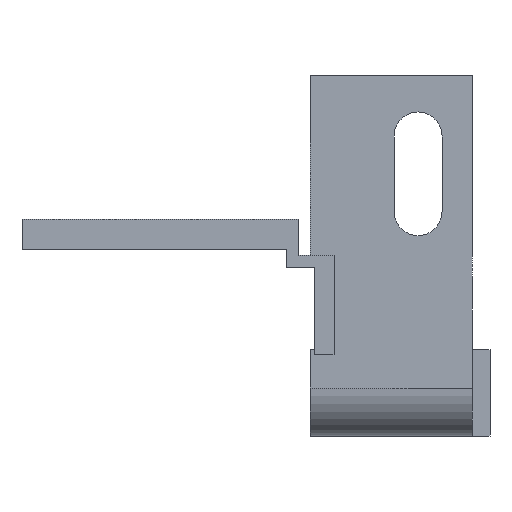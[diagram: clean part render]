
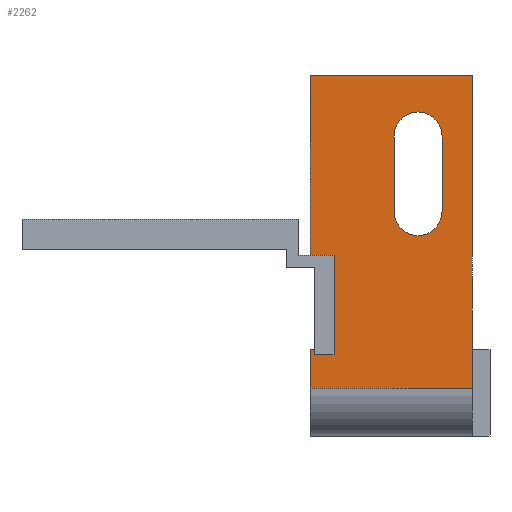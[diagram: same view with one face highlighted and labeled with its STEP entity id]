
A CAD part, left-side view. The second image highlights one B-rep face of the part: STEP entity #2262.
In plain terms, the highlighted planar face has unit normal (-1, 0, 0).
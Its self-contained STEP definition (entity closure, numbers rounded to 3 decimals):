
#39=FACE_BOUND('',#250,.T.);
#56=CIRCLE('',#2392,2.);
#60=CIRCLE('',#2400,2.);
#128=FACE_OUTER_BOUND('',#249,.T.);
#249=EDGE_LOOP('',(#1660,#1661,#1662,#1663,#1664,#1665,#1666,#1667));
#250=EDGE_LOOP('',(#1668,#1669,#1670,#1671));
#353=LINE('',#3153,#649);
#361=LINE('',#3180,#657);
#373=LINE('',#3208,#669);
#400=LINE('',#3267,#696);
#402=LINE('',#3273,#698);
#405=LINE('',#3278,#701);
#415=LINE('',#3296,#711);
#438=LINE('',#3348,#734);
#445=LINE('',#3360,#741);
#446=LINE('',#3362,#742);
#649=VECTOR('',#2549,10.);
#657=VECTOR('',#2579,10.);
#669=VECTOR('',#2603,10.);
#696=VECTOR('',#2650,10.);
#698=VECTOR('',#2654,10.);
#701=VECTOR('',#2659,10.);
#711=VECTOR('',#2675,10.);
#734=VECTOR('',#2716,10.);
#741=VECTOR('',#2731,10.);
#742=VECTOR('',#2734,10.);
#945=VERTEX_POINT('',#3150);
#946=VERTEX_POINT('',#3152);
#950=VERTEX_POINT('',#3164);
#954=VERTEX_POINT('',#3179);
#963=VERTEX_POINT('',#3205);
#964=VERTEX_POINT('',#3207);
#984=VERTEX_POINT('',#3261);
#986=VERTEX_POINT('',#3265);
#987=VERTEX_POINT('',#3269);
#989=VERTEX_POINT('',#3272);
#995=VERTEX_POINT('',#3295);
#1015=VERTEX_POINT('',#3346);
#1160=EDGE_CURVE('',#946,#945,#353,.T.);
#1166=EDGE_CURVE('',#950,#946,#56,.T.);
#1174=EDGE_CURVE('',#954,#950,#361,.T.);
#1177=EDGE_CURVE('',#945,#954,#60,.T.);
#1188=EDGE_CURVE('',#964,#963,#373,.T.);
#1217=EDGE_CURVE('',#984,#986,#400,.T.);
#1219=EDGE_CURVE('',#989,#987,#402,.T.);
#1222=EDGE_CURVE('',#986,#989,#405,.T.);
#1232=EDGE_CURVE('',#984,#995,#415,.T.);
#1259=EDGE_CURVE('',#1015,#987,#438,.T.);
#1266=EDGE_CURVE('',#964,#1015,#445,.T.);
#1267=EDGE_CURVE('',#995,#963,#446,.T.);
#1660=ORIENTED_EDGE('',*,*,#1219,.T.);
#1661=ORIENTED_EDGE('',*,*,#1259,.F.);
#1662=ORIENTED_EDGE('',*,*,#1266,.F.);
#1663=ORIENTED_EDGE('',*,*,#1188,.T.);
#1664=ORIENTED_EDGE('',*,*,#1267,.F.);
#1665=ORIENTED_EDGE('',*,*,#1232,.F.);
#1666=ORIENTED_EDGE('',*,*,#1217,.T.);
#1667=ORIENTED_EDGE('',*,*,#1222,.T.);
#1668=ORIENTED_EDGE('',*,*,#1174,.T.);
#1669=ORIENTED_EDGE('',*,*,#1166,.T.);
#1670=ORIENTED_EDGE('',*,*,#1160,.T.);
#1671=ORIENTED_EDGE('',*,*,#1177,.T.);
#2153=PLANE('',#2432);
#2262=ADVANCED_FACE('',(#128,#39),#2153,.T.);
#2392=AXIS2_PLACEMENT_3D('',#3165,#2562,#2563);
#2400=AXIS2_PLACEMENT_3D('',#3184,#2585,#2586);
#2432=AXIS2_PLACEMENT_3D('',#3361,#2732,#2733);
#2549=DIRECTION('',(0.,0.,-1.));
#2562=DIRECTION('center_axis',(1.,0.,0.));
#2563=DIRECTION('ref_axis',(0.,-1.,0.));
#2579=DIRECTION('',(0.,0.,1.));
#2585=DIRECTION('center_axis',(1.,0.,0.));
#2586=DIRECTION('ref_axis',(0.,1.,0.));
#2603=DIRECTION('',(0.,0.,1.));
#2650=DIRECTION('',(0.,-1.,0.));
#2654=DIRECTION('',(0.,1.,0.));
#2659=DIRECTION('',(0.,0.,-1.));
#2675=DIRECTION('',(0.,0.,1.));
#2716=DIRECTION('',(0.,0.,1.));
#2731=DIRECTION('',(0.,1.,0.));
#2732=DIRECTION('center_axis',(-1.,0.,0.));
#2733=DIRECTION('ref_axis',(0.,-1.,0.));
#2734=DIRECTION('',(0.,-1.,0.));
#3150=CARTESIAN_POINT('',(-30.,-4.25,18.7));
#3152=CARTESIAN_POINT('',(-30.,-4.25,25.));
#3153=CARTESIAN_POINT('',(-30.,-4.25,12.5));
#3164=CARTESIAN_POINT('',(-30.,-0.25,25.));
#3165=CARTESIAN_POINT('Origin',(-30.,-2.25,25.));
#3179=CARTESIAN_POINT('',(-30.,-0.25,18.7));
#3180=CARTESIAN_POINT('',(-30.,-0.25,9.35));
#3184=CARTESIAN_POINT('Origin',(-30.,-2.25,18.7));
#3205=CARTESIAN_POINT('',(-30.,-6.75,30.));
#3207=CARTESIAN_POINT('',(-30.,-6.75,4.));
#3208=CARTESIAN_POINT('',(-30.,-6.75,0.));
#3261=CARTESIAN_POINT('',(-30.,6.75,15.));
#3265=CARTESIAN_POINT('',(-30.,4.75,15.));
#3267=CARTESIAN_POINT('',(-30.,6.75,15.));
#3269=CARTESIAN_POINT('',(-30.,6.75,7.2));
#3272=CARTESIAN_POINT('',(-30.,4.75,7.2));
#3273=CARTESIAN_POINT('',(-30.,6.75,7.2));
#3278=CARTESIAN_POINT('',(-30.,4.75,5.55));
#3295=CARTESIAN_POINT('',(-30.,6.75,30.));
#3296=CARTESIAN_POINT('',(-30.,6.75,0.));
#3346=CARTESIAN_POINT('',(-30.,6.75,4.));
#3348=CARTESIAN_POINT('',(-30.,6.75,0.));
#3360=CARTESIAN_POINT('',(-30.,3.375,4.));
#3361=CARTESIAN_POINT('Origin',(-30.,6.75,0.));
#3362=CARTESIAN_POINT('',(-30.,-6.75,30.));
